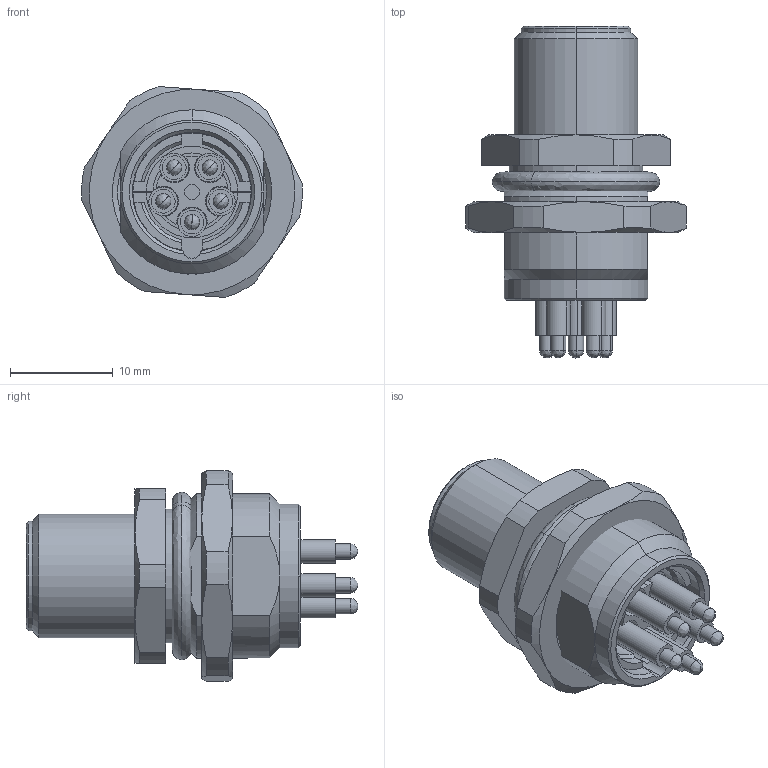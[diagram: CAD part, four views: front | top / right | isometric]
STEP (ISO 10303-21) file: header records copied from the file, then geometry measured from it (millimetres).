
FILE_DESCRIPTION (( 'STEP AP203' ), '1' );
FILE_NAME ('P230.STEP', '2020-04-01T02:15:47', ( 'edpusr' ), ( 'Microsoft' ), 'SwSTEP 2.0', 'SolidWorks 2015', '' );
FILE_SCHEMA (( 'CONFIG_CONTROL_DESIGN' ));
Length unit declared in the file: millimetre
Products named in the file (1): P230
Bounding box: 21.49 x 32.3 x 20.52 mm (x, y, z)
Surface area: 7017.4 mm2 (no closed solid volume)
Topology: 0 solids, 11 shells, 421 faces, 1020 edges, 656 vertices
Faces by surface type: cylinder 195, plane 135, cone 66, bspline 25
Entity records: 12939 total; most frequent: CARTESIAN_POINT 2725, DIRECTION 2285, ORIENTED_EDGE 2018, EDGE_CURVE 1018, AXIS2_PLACEMENT_3D 944, VERTEX_POINT 656, CIRCLE 547, EDGE_LOOP 485
